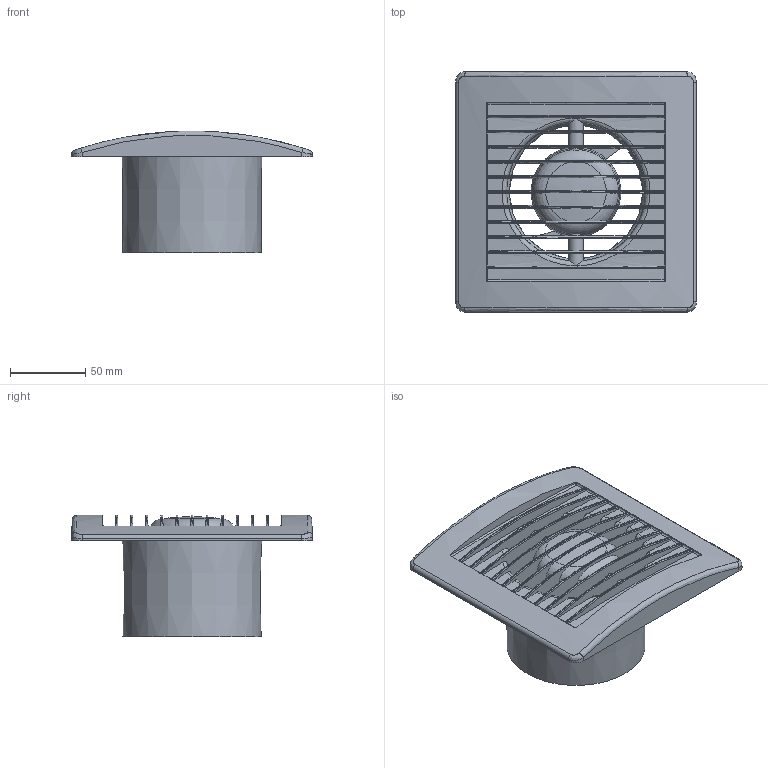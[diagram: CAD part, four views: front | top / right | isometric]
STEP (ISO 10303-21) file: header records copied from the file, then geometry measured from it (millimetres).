
FILE_DESCRIPTION(/* description */ (''),/* implementation_level */ '2;1');
FILE_NAME(/* name */ 'Dimensionale E-Style 90.stp',/* time_stamp */ '2019-11-12T08:33:06+01:00',/* author */ (''),/* organization */ (''),/* preprocessor_version */ 'ST-DEVELOPER v16',/* originating_system */ 'SIEMENS PLM Software NX 11.0',/* authorisation */ '');
FILE_SCHEMA (('AUTOMOTIVE_DESIGN { 1 0 10303 214 3 1 1 1 }'));
Length unit declared in the file: millimetre
Products named in the file (1): Dimensionale E-Style 90_x_t
Bounding box: 160 x 160 x 81 mm (x, y, z)
Volume: 389955.4 mm3; surface area: 119594.5 mm2
Topology: 1 solids, 1 shells, 303 faces, 946 edges, 621 vertices
Faces by surface type: plane 101, cylinder 98, bspline 54, cone 24, torus 22, sphere 4
Full cylindrical faces by diameter (mm): 3.8 x4, 45 x1, 49 x1, 55.5 x1
Entity records: 12772 total; most frequent: CARTESIAN_POINT 4759, ORIENTED_EDGE 1856, DIRECTION 1512, EDGE_CURVE 928, AXIS2_PLACEMENT_3D 646, VERTEX_POINT 618, EDGE_LOOP 334, B_SPLINE_CURVE_WITH_KNOTS 312
